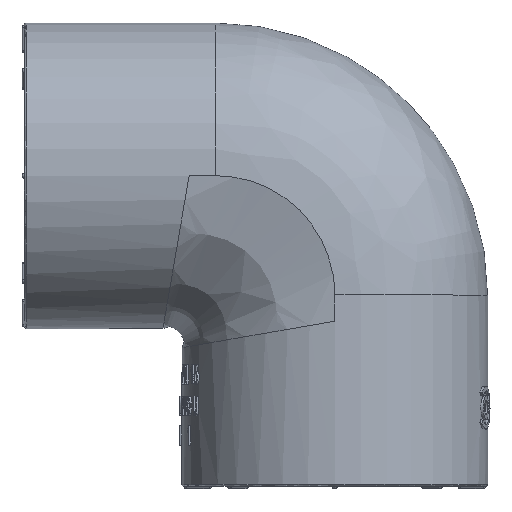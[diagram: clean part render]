
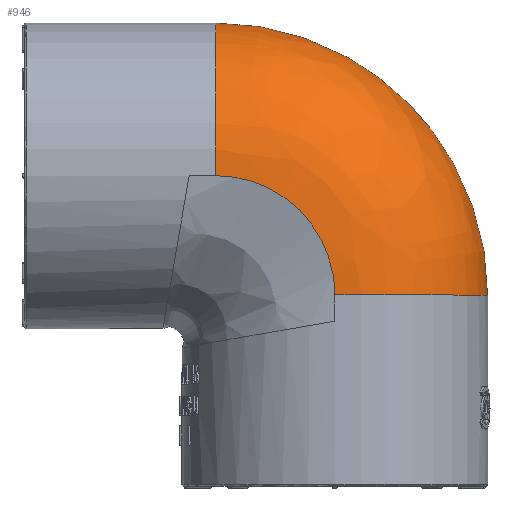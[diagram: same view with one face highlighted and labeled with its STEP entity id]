
A CAD part, top view. The second image highlights one B-rep face of the part: STEP entity #946.
In plain terms, the highlighted free-form (B-spline) face has degree [3, 3] with [4, 4] control points.
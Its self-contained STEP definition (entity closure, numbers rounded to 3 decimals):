
#187=(
BOUNDED_SURFACE()
B_SPLINE_SURFACE(3,3,((#9725,#9726,#9727,#9728),(#9729,#9730,#9731,#9732),
(#9733,#9734,#9735,#9736),(#9737,#9738,#9739,#9740)),.UNSPECIFIED.,.F.,
 .F.,.F.)
B_SPLINE_SURFACE_WITH_KNOTS((4,4),(4,4),(0.,1.),(0.,1.),.UNSPECIFIED.)
GEOMETRIC_REPRESENTATION_ITEM()
RATIONAL_B_SPLINE_SURFACE(((1.,0.805,0.805,1.),
(0.333,0.268,0.268,0.333),
(0.333,0.268,0.268,0.333),
(1.,0.805,0.805,1.)))
REPRESENTATION_ITEM('')
SURFACE()
);
#362=FACE_OUTER_BOUND('',#1648,.T.);
#946=ADVANCED_FACE('',(#362),#187,.T.);
#1360=CIRCLE('',#5989,16.);
#1449=CIRCLE('',#6095,16.);
#1648=EDGE_LOOP('',(#2368,#2369,#2370,#2371));
#2368=ORIENTED_EDGE('',*,*,#4779,.T.);
#2369=ORIENTED_EDGE('',*,*,#4553,.T.);
#2370=ORIENTED_EDGE('',*,*,#4780,.T.);
#2371=ORIENTED_EDGE('',*,*,#4781,.F.);
#3948=VERTEX_POINT('',#8414);
#3951=VERTEX_POINT('',#8488);
#4153=VERTEX_POINT('',#9716);
#4154=VERTEX_POINT('',#9723);
#4553=EDGE_CURVE('',#3948,#3951,#1360,.T.);
#4779=EDGE_CURVE('',#4153,#3948,#5567,.T.);
#4780=EDGE_CURVE('',#3951,#4154,#5568,.T.);
#4781=EDGE_CURVE('',#4153,#4154,#1449,.T.);
#5567=B_SPLINE_CURVE_WITH_KNOTS('',3,(#9710,#9711,#9712,#9713,#9714,#9715),
 .UNSPECIFIED.,.F.,.F.,(4,2,4),(0.,0.5,1.),.UNSPECIFIED.);
#5568=B_SPLINE_CURVE_WITH_KNOTS('',3,(#9717,#9718,#9719,#9720,#9721,#9722),
 .UNSPECIFIED.,.F.,.F.,(4,2,4),(0.,0.5,1.),.UNSPECIFIED.);
#5989=AXIS2_PLACEMENT_3D('',#8489,#6390,#6391);
#6095=AXIS2_PLACEMENT_3D('',#9724,#6630,#6631);
#6390=DIRECTION('',(0.,1.,0.));
#6391=DIRECTION('',(0.,0.,-1.));
#6630=DIRECTION('',(-1.,0.,0.));
#6631=DIRECTION('',(0.,0.,-1.));
#8414=CARTESIAN_POINT('',(1112.489,0.,16.));
#8488=CARTESIAN_POINT('',(1112.489,0.,-16.));
#8489=CARTESIAN_POINT('',(1112.489,0.,0.));
#9710=CARTESIAN_POINT('',(1100.,12.489,16.));
#9711=CARTESIAN_POINT('',(1103.27,12.489,16.));
#9712=CARTESIAN_POINT('',(1106.519,11.143,16.));
#9713=CARTESIAN_POINT('',(1111.143,6.519,16.));
#9714=CARTESIAN_POINT('',(1112.489,3.27,16.));
#9715=CARTESIAN_POINT('',(1112.489,0.,16.));
#9716=CARTESIAN_POINT('',(1100.,12.489,16.));
#9717=CARTESIAN_POINT('',(1112.489,0.,-16.));
#9718=CARTESIAN_POINT('',(1112.489,3.27,-16.));
#9719=CARTESIAN_POINT('',(1111.143,6.519,-16.));
#9720=CARTESIAN_POINT('',(1106.519,11.143,-16.));
#9721=CARTESIAN_POINT('',(1103.27,12.489,-16.));
#9722=CARTESIAN_POINT('',(1100.,12.489,-16.));
#9723=CARTESIAN_POINT('',(1100.,12.489,-16.));
#9724=CARTESIAN_POINT('',(1100.,12.489,0.));
#9725=CARTESIAN_POINT('',(1112.489,0.,16.));
#9726=CARTESIAN_POINT('',(1112.489,7.316,16.));
#9727=CARTESIAN_POINT('',(1107.316,12.489,16.));
#9728=CARTESIAN_POINT('',(1100.,12.489,16.));
#9729=CARTESIAN_POINT('',(1144.489,0.,16.));
#9730=CARTESIAN_POINT('',(1144.489,26.061,16.));
#9731=CARTESIAN_POINT('',(1126.061,44.489,16.));
#9732=CARTESIAN_POINT('',(1100.,44.489,16.));
#9733=CARTESIAN_POINT('',(1144.489,0.,-16.));
#9734=CARTESIAN_POINT('',(1144.489,26.061,-16.));
#9735=CARTESIAN_POINT('',(1126.061,44.489,-16.));
#9736=CARTESIAN_POINT('',(1100.,44.489,-16.));
#9737=CARTESIAN_POINT('',(1112.489,0.,-16.));
#9738=CARTESIAN_POINT('',(1112.489,7.316,-16.));
#9739=CARTESIAN_POINT('',(1107.316,12.489,-16.));
#9740=CARTESIAN_POINT('',(1100.,12.489,-16.));
